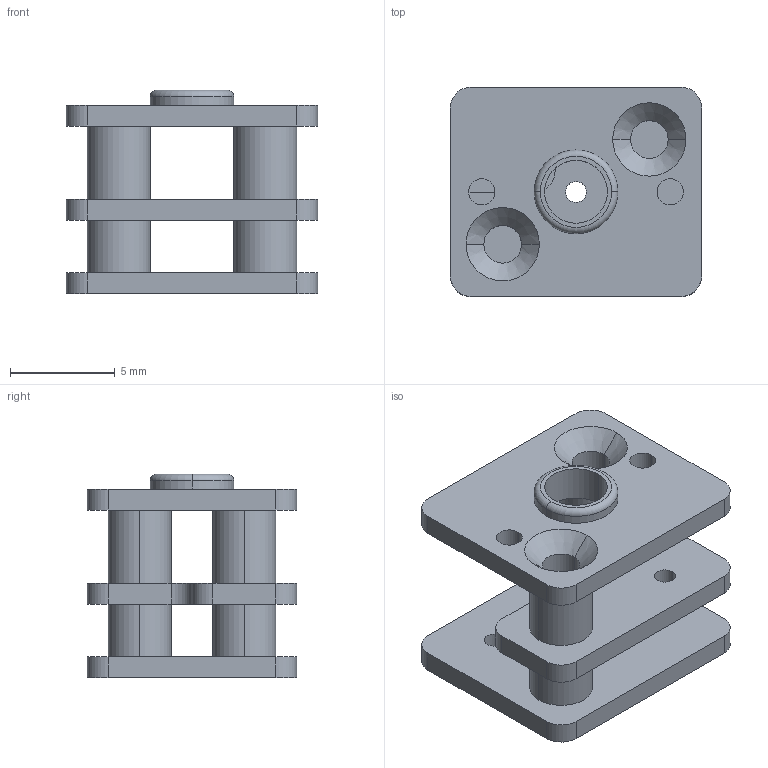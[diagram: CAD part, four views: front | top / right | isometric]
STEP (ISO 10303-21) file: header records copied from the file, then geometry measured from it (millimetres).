
FILE_DESCRIPTION (( 'STEP AP203' ), '1' );
FILE_NAME ('n20_gearbox___.STEP_Default_sldprt.STEP', '2020-07-28T14:58:14', ( '' ), ( '' ), 'SwSTEP 2.0', 'SolidWorks 2019', '' );
FILE_SCHEMA (( 'CONFIG_CONTROL_DESIGN' ));
Length unit declared in the file: millimetre
Products named in the file (1): n20_gearbox___.STEP_Default_sldprt
Bounding box: 12 x 10 x 9.7 mm (x, y, z)
Volume: 367.1 mm3; surface area: 951.2 mm2
Topology: 1 solids, 3 shells, 79 faces, 192 edges, 126 vertices
Faces by surface type: cylinder 46, plane 27, cone 4, torus 2
Entity records: 2467 total; most frequent: DIRECTION 452, CARTESIAN_POINT 398, ORIENTED_EDGE 384, EDGE_CURVE 192, AXIS2_PLACEMENT_3D 180, VERTEX_POINT 126, EDGE_LOOP 104, CIRCLE 100
